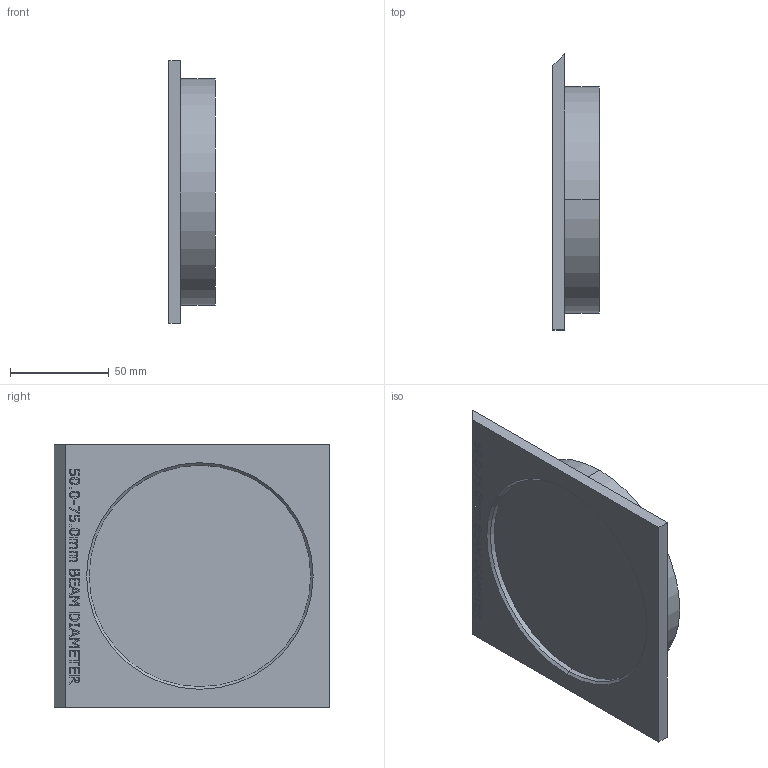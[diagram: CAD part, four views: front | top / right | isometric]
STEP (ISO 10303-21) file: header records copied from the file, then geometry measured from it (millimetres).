
FILE_DESCRIPTION (( 'STEP AP214' ), '1' );
FILE_NAME ('16659-E0W.step', '2007-11-13T13:44:30', ( ' ' ), ( ' ' ), 'SwSTEP 2.0', 'SolidWorks 2007', '' );
FILE_SCHEMA (( 'AUTOMOTIVE_DESIGN' ));
Length unit declared in the file: inch
Products named in the file (1): 16659-E0W
Bounding box: 23.54 x 140.06 x 133.35 mm (x, y, z)
Volume: 251382.8 mm3; surface area: 50385.2 mm2
Topology: 2 solids, 2 shells, 358 faces, 949 edges, 632 vertices
Faces by surface type: plane 231, bspline 111, cylinder 14, cone 2
Entity records: 19933 total; most frequent: CARTESIAN_POINT 7067, ORIENTED_EDGE 1898, DIRECTION 1253, EDGE_CURVE 949, VECTOR 697, LINE 697, VERTEX_POINT 632, EDGE_LOOP 397
